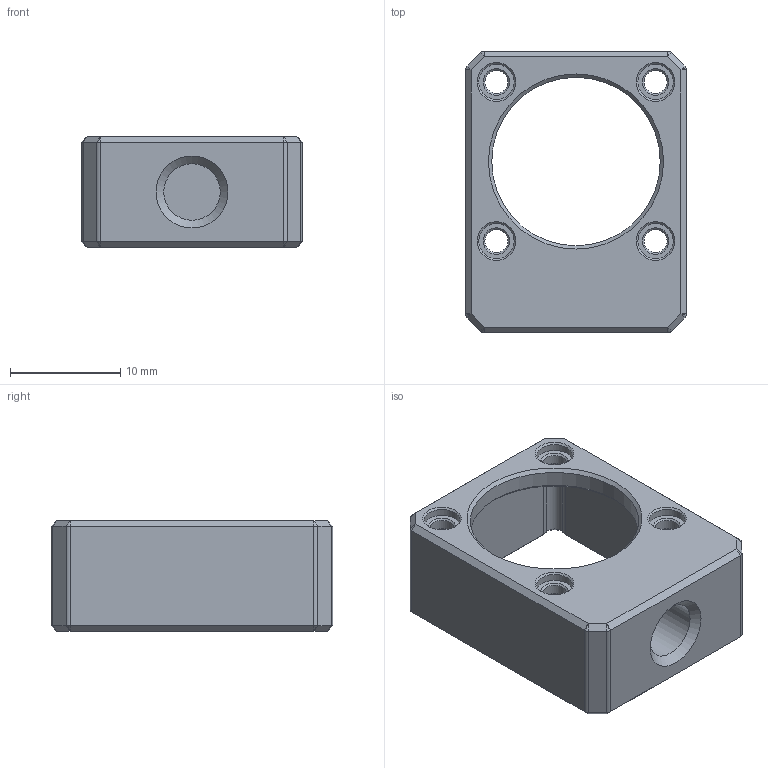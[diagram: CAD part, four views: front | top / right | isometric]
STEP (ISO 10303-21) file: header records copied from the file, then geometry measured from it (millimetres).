
FILE_DESCRIPTION(/* description */ (''),/* implementation_level */ '2;1');
FILE_NAME(/* name */ 'STP-ACCS-(MECH-MU-ADPT-17X17-T)-REV1.stp',/* time_stamp */ '2023-07-17T12:55:13+02:00',/* author */ (''),/* organization */ (''),/* preprocessor_version */ 'ST-DEVELOPER v18.102',/* originating_system */ 'SIEMENS PLM Software NX2206.3001',/* authorisation */ '');
FILE_SCHEMA (('AUTOMOTIVE_DESIGN { 1 0 10303 214 3 1 1 1 }'));
Length unit declared in the file: millimetre
Products named in the file (1): MECH-MU-ADPT-17X17-T
Bounding box: 20 x 25.5 x 10 mm (x, y, z)
Volume: 2085.1 mm3; surface area: 2177.8 mm2
Topology: 1 solids, 1 shells, 112 faces, 257 edges, 136 vertices
Faces by surface type: cone 43, plane 39, cylinder 30
Full cylindrical faces by diameter (mm): 2.1 x4, 3.2 x4, 5.11 x1, 15.25 x1
Entity records: 2838 total; most frequent: DIRECTION 524, CARTESIAN_POINT 455, ORIENTED_EDGE 422, EDGE_CURVE 211, AXIS2_PLACEMENT_3D 200, EDGE_LOOP 154, VERTEX_POINT 131, LINE 124
